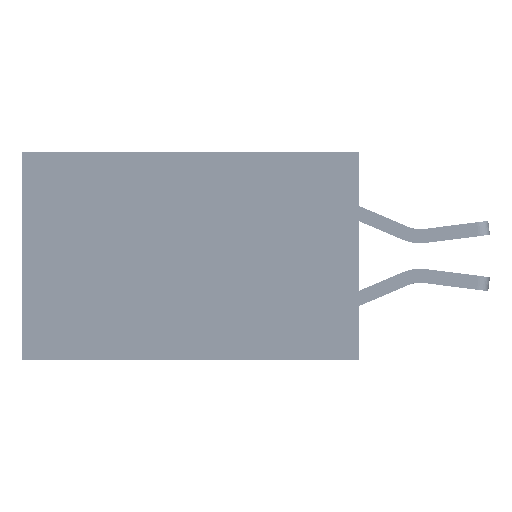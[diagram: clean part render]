
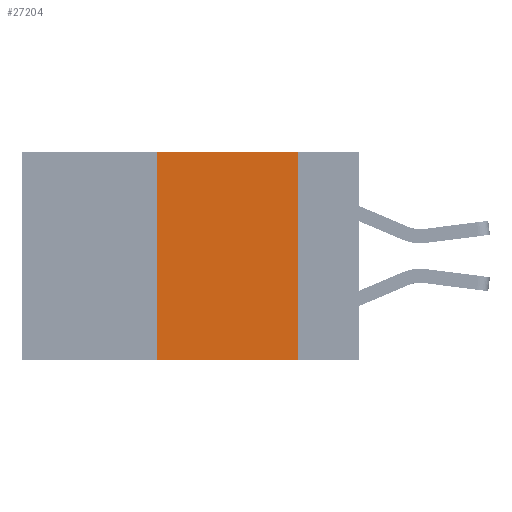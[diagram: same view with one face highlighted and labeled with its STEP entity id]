
A CAD part, left-side view. The second image highlights one B-rep face of the part: STEP entity #27204.
In plain terms, the highlighted planar face has unit normal (-1, 0, 0).
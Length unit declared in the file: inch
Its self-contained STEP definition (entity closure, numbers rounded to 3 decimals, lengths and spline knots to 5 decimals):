
#2370 = CARTESIAN_POINT ( 'NONE',  ( 0., 0.36, 0. ) ) ;
#3538 = VERTEX_POINT ( 'NONE', #17042 ) ;
#4390 = LINE ( 'NONE', #16118, #12689 ) ;
#4920 = CARTESIAN_POINT ( 'NONE',  ( 0., 0.6, 0. ) ) ;
#6164 = EDGE_CURVE ( 'NONE', #31343, #39301, #21145, .T. ) ;
#8192 = EDGE_CURVE ( 'NONE', #39301, #38245, #4390, .T. ) ;
#12495 = CARTESIAN_POINT ( 'NONE',  ( 0., 0.11, 0. ) ) ;
#12689 = VECTOR ( 'NONE', #29829, 39.37008 ) ;
#14034 = VECTOR ( 'NONE', #42808, 39.37008 ) ;
#14295 = ORIENTED_EDGE ( 'NONE', *, *, #8192, .F. ) ;
#15971 = LINE ( 'NONE', #35570, #33720 ) ;
#16118 = CARTESIAN_POINT ( 'NONE',  ( 0., 0.6, 0. ) ) ;
#17042 = CARTESIAN_POINT ( 'NONE',  ( 0., 0.11, -0.37 ) ) ;
#19475 = DIRECTION ( 'NONE',  ( 0., 0., 1. ) ) ;
#21060 = PLANE ( 'NONE',  #41586 ) ;
#21145 = LINE ( 'NONE', #36119, #43103 ) ;
#21957 = EDGE_CURVE ( 'NONE', #31343, #3538, #15971, .T. ) ;
#22422 = EDGE_LOOP ( 'NONE', ( #36591, #14295, #40641, #32801 ) ) ;
#25653 = DIRECTION ( 'NONE',  ( 0., -1., 0. ) ) ;
#27204 = ADVANCED_FACE ( 'NONE', ( #40561 ), #21060, .F. ) ;
#29829 = DIRECTION ( 'NONE',  ( 0., -1., 0. ) ) ;
#31196 = CARTESIAN_POINT ( 'NONE',  ( 0., 0.36, -0.37 ) ) ;
#31343 = VERTEX_POINT ( 'NONE', #31196 ) ;
#32801 = ORIENTED_EDGE ( 'NONE', *, *, #21957, .T. ) ;
#32806 = LINE ( 'NONE', #12495, #14034 ) ;
#33720 = VECTOR ( 'NONE', #25653, 39.37008 ) ;
#34816 = EDGE_CURVE ( 'NONE', #38245, #3538, #32806, .T. ) ;
#34926 = DIRECTION ( 'NONE',  ( 1., 0., 0. ) ) ;
#35570 = CARTESIAN_POINT ( 'NONE',  ( 0., 0.6, -0.37 ) ) ;
#36119 = CARTESIAN_POINT ( 'NONE',  ( 0., 0.36, 0. ) ) ;
#36591 = ORIENTED_EDGE ( 'NONE', *, *, #34816, .F. ) ;
#36977 = CARTESIAN_POINT ( 'NONE',  ( 0., 0.11, 0. ) ) ;
#37846 = DIRECTION ( 'NONE',  ( 0., 0., -1. ) ) ;
#38245 = VERTEX_POINT ( 'NONE', #36977 ) ;
#39301 = VERTEX_POINT ( 'NONE', #2370 ) ;
#40561 = FACE_OUTER_BOUND ( 'NONE', #22422, .T. ) ;
#40641 = ORIENTED_EDGE ( 'NONE', *, *, #6164, .F. ) ;
#41586 = AXIS2_PLACEMENT_3D ( 'NONE', #4920, #34926, #37846 ) ;
#42808 = DIRECTION ( 'NONE',  ( 0., 0., -1. ) ) ;
#43103 = VECTOR ( 'NONE', #19475, 39.37008 ) ;
